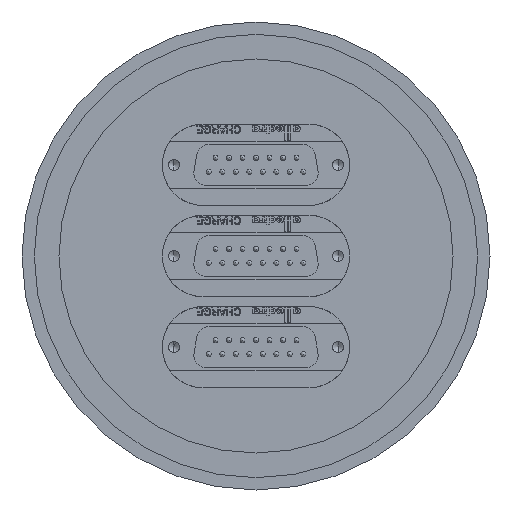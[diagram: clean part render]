
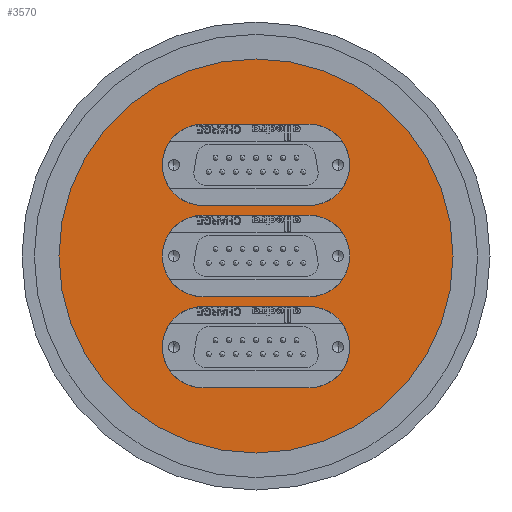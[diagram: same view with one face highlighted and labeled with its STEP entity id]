
A CAD part, front view. The second image highlights one B-rep face of the part: STEP entity #3570.
In plain terms, the highlighted planar face has unit normal (0, -1, 0).
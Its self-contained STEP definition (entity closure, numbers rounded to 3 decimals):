
#31 = EDGE_CURVE ( 'NONE', #10435, #1352, #7673, .T. ) ;
#33 = EDGE_LOOP ( 'NONE', ( #6992, #6585, #55, #6915 ) ) ;
#55 = ORIENTED_EDGE ( 'NONE', *, *, #3334, .T. ) ;
#145 = DIRECTION ( 'NONE',  ( 0., -1., 0. ) ) ;
#249 = FACE_BOUND ( 'NONE', #33, .T. ) ;
#259 = CARTESIAN_POINT ( 'NONE',  ( -10.75, -9.5, -8.25 ) ) ;
#296 = EDGE_LOOP ( 'NONE', ( #591, #7758 ) ) ;
#472 = VERTEX_POINT ( 'NONE', #4681 ) ;
#502 = CARTESIAN_POINT ( 'NONE',  ( 0., -9.5, 40. ) ) ;
#591 = ORIENTED_EDGE ( 'NONE', *, *, #4278, .T. ) ;
#691 = LINE ( 'NONE', #10478, #5318 ) ;
#820 = VERTEX_POINT ( 'NONE', #9414 ) ;
#888 = CARTESIAN_POINT ( 'NONE',  ( -10.75, -9.5, -8.25 ) ) ;
#1040 = CARTESIAN_POINT ( 'NONE',  ( 0., -9.5, -40. ) ) ;
#1090 = EDGE_CURVE ( 'NONE', #3747, #3710, #6617, .T. ) ;
#1171 = ORIENTED_EDGE ( 'NONE', *, *, #10700, .T. ) ;
#1288 = CARTESIAN_POINT ( 'NONE',  ( -10.75, -9.5, -18.5 ) ) ;
#1350 = DIRECTION ( 'NONE',  ( 0., 0., 1. ) ) ;
#1352 = VERTEX_POINT ( 'NONE', #888 ) ;
#1449 = EDGE_CURVE ( 'NONE', #820, #10010, #3179, .T. ) ;
#1451 = DIRECTION ( 'NONE',  ( 1., 0., 0. ) ) ;
#1512 = CIRCLE ( 'NONE', #8305, 8.25 ) ;
#1569 = VECTOR ( 'NONE', #3803, 1000. ) ;
#2081 = DIRECTION ( 'NONE',  ( -1., 0., 0. ) ) ;
#2146 = CARTESIAN_POINT ( 'NONE',  ( -10.75, -9.5, 0. ) ) ;
#2239 = DIRECTION ( 'NONE',  ( -1., 0., 0. ) ) ;
#2429 = CIRCLE ( 'NONE', #9777, 8.25 ) ;
#2515 = CIRCLE ( 'NONE', #2705, 8.25 ) ;
#2705 = AXIS2_PLACEMENT_3D ( 'NONE', #11024, #4660, #2940 ) ;
#2781 = EDGE_LOOP ( 'NONE', ( #4290, #7174, #6367, #8799 ) ) ;
#2837 = DIRECTION ( 'NONE',  ( 0., 1., 0. ) ) ;
#2841 = CIRCLE ( 'NONE', #9261, 40. ) ;
#2898 = CARTESIAN_POINT ( 'NONE',  ( 0., -9.5, -40. ) ) ;
#2940 = DIRECTION ( 'NONE',  ( 0., 0., 1. ) ) ;
#2941 = CARTESIAN_POINT ( 'NONE',  ( -10.75, -9.5, 10.25 ) ) ;
#2946 = CARTESIAN_POINT ( 'NONE',  ( -10.75, -9.5, -26.75 ) ) ;
#3157 = ORIENTED_EDGE ( 'NONE', *, *, #9698, .T. ) ;
#3179 = LINE ( 'NONE', #2946, #10161 ) ;
#3334 = EDGE_CURVE ( 'NONE', #3710, #6179, #5867, .T. ) ;
#3570 = ADVANCED_FACE ( 'NONE', ( #8273, #3782, #249, #7372 ), #10980, .T. ) ;
#3628 = AXIS2_PLACEMENT_3D ( 'NONE', #9301, #145, #11052 ) ;
#3710 = VERTEX_POINT ( 'NONE', #10493 ) ;
#3747 = VERTEX_POINT ( 'NONE', #7069 ) ;
#3782 = FACE_BOUND ( 'NONE', #4294, .T. ) ;
#3803 = DIRECTION ( 'NONE',  ( 1., 0., 0. ) ) ;
#3859 = LINE ( 'NONE', #7451, #1569 ) ;
#4135 = EDGE_CURVE ( 'NONE', #10401, #8877, #691, .T. ) ;
#4170 = AXIS2_PLACEMENT_3D ( 'NONE', #7388, #7677, #7623 ) ;
#4278 = EDGE_CURVE ( 'NONE', #5261, #6278, #10402, .T. ) ;
#4290 = ORIENTED_EDGE ( 'NONE', *, *, #7380, .T. ) ;
#4294 = EDGE_LOOP ( 'NONE', ( #10840, #1171, #3157, #4601 ) ) ;
#4601 = ORIENTED_EDGE ( 'NONE', *, *, #31, .T. ) ;
#4660 = DIRECTION ( 'NONE',  ( 0., 1., 0. ) ) ;
#4681 = CARTESIAN_POINT ( 'NONE',  ( -10.75, -9.5, 8.25 ) ) ;
#4789 = DIRECTION ( 'NONE',  ( 0., -1., 0. ) ) ;
#4842 = DIRECTION ( 'NONE',  ( 0., 1., 0. ) ) ;
#4925 = EDGE_CURVE ( 'NONE', #8877, #820, #2515, .T. ) ;
#5176 = DIRECTION ( 'NONE',  ( 0., 0., -1. ) ) ;
#5261 = VERTEX_POINT ( 'NONE', #1040 ) ;
#5318 = VECTOR ( 'NONE', #1451, 1000. ) ;
#5479 = CIRCLE ( 'NONE', #9270, 8.25 ) ;
#5548 = DIRECTION ( 'NONE',  ( 0., 0., 1. ) ) ;
#5654 = CARTESIAN_POINT ( 'NONE',  ( -10.75, -9.5, -10.25 ) ) ;
#5738 = DIRECTION ( 'NONE',  ( 0., 1., 0. ) ) ;
#5791 = CARTESIAN_POINT ( 'NONE',  ( -10.75, -9.5, 26.75 ) ) ;
#5867 = CIRCLE ( 'NONE', #4170, 8.25 ) ;
#5906 = CARTESIAN_POINT ( 'NONE',  ( 10.75, -9.5, 0. ) ) ;
#5919 = EDGE_CURVE ( 'NONE', #6179, #6748, #7300, .T. ) ;
#6045 = VERTEX_POINT ( 'NONE', #11208 ) ;
#6179 = VERTEX_POINT ( 'NONE', #10519 ) ;
#6278 = VERTEX_POINT ( 'NONE', #502 ) ;
#6367 = ORIENTED_EDGE ( 'NONE', *, *, #4925, .T. ) ;
#6585 = ORIENTED_EDGE ( 'NONE', *, *, #1090, .T. ) ;
#6617 = LINE ( 'NONE', #5791, #8098 ) ;
#6748 = VERTEX_POINT ( 'NONE', #11238 ) ;
#6825 = CARTESIAN_POINT ( 'NONE',  ( 0., -9.5, 0. ) ) ;
#6915 = ORIENTED_EDGE ( 'NONE', *, *, #5919, .T. ) ;
#6992 = ORIENTED_EDGE ( 'NONE', *, *, #8410, .T. ) ;
#7069 = CARTESIAN_POINT ( 'NONE',  ( -10.75, -9.5, 26.75 ) ) ;
#7099 = EDGE_CURVE ( 'NONE', #1352, #472, #2429, .T. ) ;
#7174 = ORIENTED_EDGE ( 'NONE', *, *, #4135, .T. ) ;
#7300 = LINE ( 'NONE', #2941, #8447 ) ;
#7372 = FACE_OUTER_BOUND ( 'NONE', #296, .T. ) ;
#7380 = EDGE_CURVE ( 'NONE', #10010, #10401, #7903, .T. ) ;
#7388 = CARTESIAN_POINT ( 'NONE',  ( 10.75, -9.5, 18.5 ) ) ;
#7392 = VECTOR ( 'NONE', #2081, 1000. ) ;
#7451 = CARTESIAN_POINT ( 'NONE',  ( -10.75, -9.5, 8.25 ) ) ;
#7623 = DIRECTION ( 'NONE',  ( 0., 0., 1. ) ) ;
#7673 = LINE ( 'NONE', #259, #7392 ) ;
#7677 = DIRECTION ( 'NONE',  ( 0., 1., 0. ) ) ;
#7758 = ORIENTED_EDGE ( 'NONE', *, *, #8942, .T. ) ;
#7903 = CIRCLE ( 'NONE', #10159, 8.25 ) ;
#8098 = VECTOR ( 'NONE', #10275, 1000. ) ;
#8140 = AXIS2_PLACEMENT_3D ( 'NONE', #2898, #4789, #8391 ) ;
#8273 = FACE_BOUND ( 'NONE', #2781, .T. ) ;
#8305 = AXIS2_PLACEMENT_3D ( 'NONE', #10918, #2837, #5548 ) ;
#8391 = DIRECTION ( 'NONE',  ( 0., 0., -1. ) ) ;
#8410 = EDGE_CURVE ( 'NONE', #6748, #3747, #1512, .T. ) ;
#8447 = VECTOR ( 'NONE', #10904, 1000. ) ;
#8799 = ORIENTED_EDGE ( 'NONE', *, *, #1449, .T. ) ;
#8877 = VERTEX_POINT ( 'NONE', #10365 ) ;
#8942 = EDGE_CURVE ( 'NONE', #6278, #5261, #2841, .T. ) ;
#9261 = AXIS2_PLACEMENT_3D ( 'NONE', #6825, #10425, #5176 ) ;
#9270 = AXIS2_PLACEMENT_3D ( 'NONE', #5906, #4842, #11273 ) ;
#9301 = CARTESIAN_POINT ( 'NONE',  ( 0., -9.5, 0. ) ) ;
#9332 = CARTESIAN_POINT ( 'NONE',  ( 10.75, -9.5, -8.25 ) ) ;
#9341 = DIRECTION ( 'NONE',  ( 0., 1., 0. ) ) ;
#9414 = CARTESIAN_POINT ( 'NONE',  ( 10.75, -9.5, -26.75 ) ) ;
#9698 = EDGE_CURVE ( 'NONE', #6045, #10435, #5479, .T. ) ;
#9777 = AXIS2_PLACEMENT_3D ( 'NONE', #2146, #5738, #10277 ) ;
#10010 = VERTEX_POINT ( 'NONE', #11225 ) ;
#10159 = AXIS2_PLACEMENT_3D ( 'NONE', #1288, #9341, #1350 ) ;
#10161 = VECTOR ( 'NONE', #2239, 1000. ) ;
#10275 = DIRECTION ( 'NONE',  ( 1., 0., 0. ) ) ;
#10277 = DIRECTION ( 'NONE',  ( 0., 0., 1. ) ) ;
#10365 = CARTESIAN_POINT ( 'NONE',  ( 10.75, -9.5, -10.25 ) ) ;
#10401 = VERTEX_POINT ( 'NONE', #5654 ) ;
#10402 = CIRCLE ( 'NONE', #3628, 40. ) ;
#10425 = DIRECTION ( 'NONE',  ( 0., -1., 0. ) ) ;
#10435 = VERTEX_POINT ( 'NONE', #9332 ) ;
#10478 = CARTESIAN_POINT ( 'NONE',  ( -10.75, -9.5, -10.25 ) ) ;
#10493 = CARTESIAN_POINT ( 'NONE',  ( 10.75, -9.5, 26.75 ) ) ;
#10519 = CARTESIAN_POINT ( 'NONE',  ( 10.75, -9.5, 10.25 ) ) ;
#10700 = EDGE_CURVE ( 'NONE', #472, #6045, #3859, .T. ) ;
#10840 = ORIENTED_EDGE ( 'NONE', *, *, #7099, .T. ) ;
#10904 = DIRECTION ( 'NONE',  ( -1., 0., 0. ) ) ;
#10918 = CARTESIAN_POINT ( 'NONE',  ( -10.75, -9.5, 18.5 ) ) ;
#10980 = PLANE ( 'NONE',  #8140 ) ;
#11024 = CARTESIAN_POINT ( 'NONE',  ( 10.75, -9.5, -18.5 ) ) ;
#11052 = DIRECTION ( 'NONE',  ( 0., 0., -1. ) ) ;
#11208 = CARTESIAN_POINT ( 'NONE',  ( 10.75, -9.5, 8.25 ) ) ;
#11225 = CARTESIAN_POINT ( 'NONE',  ( -10.75, -9.5, -26.75 ) ) ;
#11238 = CARTESIAN_POINT ( 'NONE',  ( -10.75, -9.5, 10.25 ) ) ;
#11273 = DIRECTION ( 'NONE',  ( 0., 0., 1. ) ) ;
